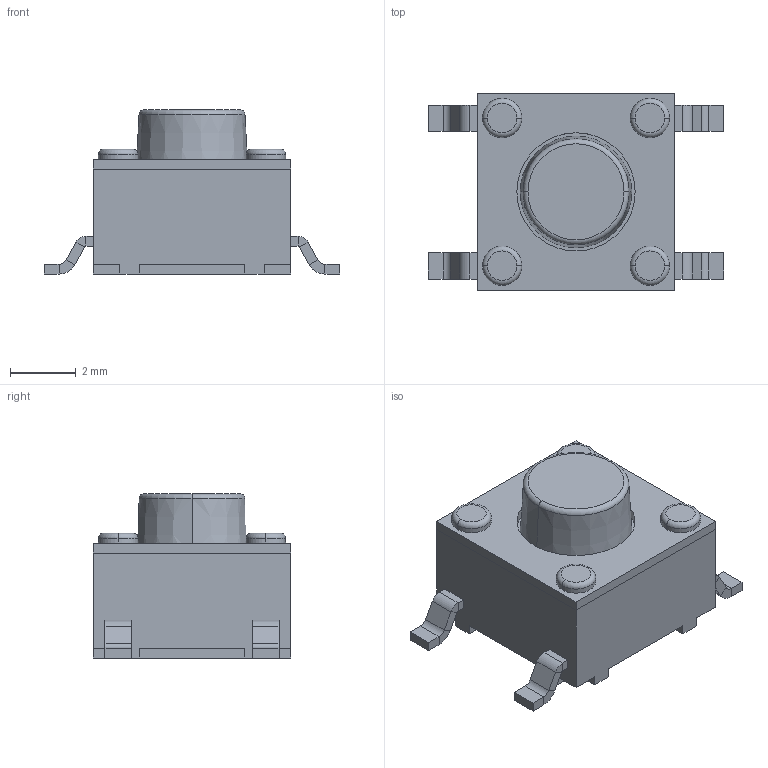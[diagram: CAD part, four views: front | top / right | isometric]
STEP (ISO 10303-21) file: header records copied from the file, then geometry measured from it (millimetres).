
FILE_DESCRIPTION(('FreeCAD Model'),'2;1');
FILE_NAME('Open CASCADE Shape Model','2024-03-25T13:37:03',(''),(''), 'Open CASCADE STEP processor 7.6','FreeCAD','Unknown');
FILE_SCHEMA(('AUTOMOTIVE_DESIGN { 1 0 10303 214 1 1 1 1 }'));
Length unit declared in the file: millimetre
Products named in the file (6): SW1; KEY-SMD_4P-L6.0-W6.0-P4.50-LS9.0; COMPOUND008; COMPOUND005; COMPOUND006; COMPOUND007
Assembly tree (5 placements, depth 4):
  SW1
    KEY-SMD_4P-L6.0-W6.0-P4.50-LS9.0
      COMPOUND008
        COMPOUND005
        COMPOUND006
        COMPOUND007
Bounding box: 9 x 6 x 5 mm (x, y, z)
Volume: 134.6 mm3; surface area: 272.7 mm2
Topology: 3 solids, 3 shells, 440 faces, 1123 edges, 724 vertices
Faces by surface type: plane 290, bspline 112, cylinder 26, torus 10, cone 2
Entity records: 15550 total; most frequent: CARTESIAN_POINT 4397, ORIENTED_EDGE 2246, DIRECTION 1639, EDGE_CURVE 1123, LINE 819, VECTOR 819, VERTEX_POINT 724, FACE_BOUND 477
